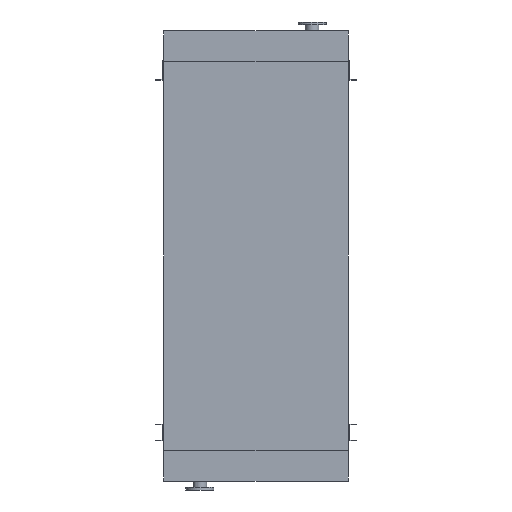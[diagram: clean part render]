
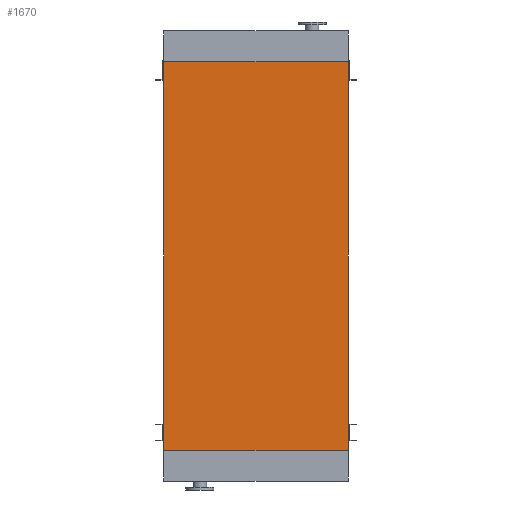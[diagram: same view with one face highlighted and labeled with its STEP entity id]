
A CAD part, front view. The second image highlights one B-rep face of the part: STEP entity #1670.
In plain terms, the highlighted planar face has unit normal (0, -1, 0).
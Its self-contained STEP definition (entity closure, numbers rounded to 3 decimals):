
#168 = ORIENTED_EDGE ( 'NONE', *, *, #12598, .F. ) ;
#314 = EDGE_LOOP ( 'NONE', ( #168, #14898, #12769, #8008 ) ) ;
#921 = VERTEX_POINT ( 'NONE', #13760 ) ;
#1013 = CARTESIAN_POINT ( 'NONE',  ( -725., 0., -3050. ) ) ;
#1670 = ADVANCED_FACE ( 'NONE', ( #8653 ), #14033, .T. ) ;
#2528 = LINE ( 'NONE', #6349, #16290 ) ;
#2784 = LINE ( 'NONE', #7840, #12203 ) ;
#3673 = DIRECTION ( 'NONE',  ( 0., -1., 0. ) ) ;
#3923 = CARTESIAN_POINT ( 'NONE',  ( -725., 0., -3050. ) ) ;
#5325 = DIRECTION ( 'NONE',  ( 1., 0., 0. ) ) ;
#5813 = CARTESIAN_POINT ( 'NONE',  ( -725., 0., -3050. ) ) ;
#6248 = DIRECTION ( 'NONE',  ( 0., 0., -1. ) ) ;
#6349 = CARTESIAN_POINT ( 'NONE',  ( 725., 0., -3050. ) ) ;
#6887 = AXIS2_PLACEMENT_3D ( 'NONE', #3923, #3673, #6248 ) ;
#6988 = LINE ( 'NONE', #1013, #12060 ) ;
#7251 = EDGE_CURVE ( 'NONE', #16285, #7660, #2528, .T. ) ;
#7566 = EDGE_CURVE ( 'NONE', #8104, #921, #6988, .T. ) ;
#7660 = VERTEX_POINT ( 'NONE', #8651 ) ;
#7840 = CARTESIAN_POINT ( 'NONE',  ( -725., 0., 0. ) ) ;
#8008 = ORIENTED_EDGE ( 'NONE', *, *, #7251, .T. ) ;
#8104 = VERTEX_POINT ( 'NONE', #5813 ) ;
#8651 = CARTESIAN_POINT ( 'NONE',  ( 725., 0., 0. ) ) ;
#8653 = FACE_OUTER_BOUND ( 'NONE', #314, .T. ) ;
#9158 = CARTESIAN_POINT ( 'NONE',  ( 725., 0., -3050. ) ) ;
#9806 = VECTOR ( 'NONE', #5325, 1000. ) ;
#9816 = DIRECTION ( 'NONE',  ( 0., 0., 1. ) ) ;
#11460 = EDGE_CURVE ( 'NONE', #8104, #16285, #13035, .T. ) ;
#12060 = VECTOR ( 'NONE', #9816, 1000. ) ;
#12203 = VECTOR ( 'NONE', #12895, 1000. ) ;
#12598 = EDGE_CURVE ( 'NONE', #921, #7660, #2784, .T. ) ;
#12638 = DIRECTION ( 'NONE',  ( 0., 0., 1. ) ) ;
#12769 = ORIENTED_EDGE ( 'NONE', *, *, #11460, .T. ) ;
#12895 = DIRECTION ( 'NONE',  ( 1., 0., 0. ) ) ;
#13035 = LINE ( 'NONE', #13117, #9806 ) ;
#13117 = CARTESIAN_POINT ( 'NONE',  ( -725., 0., -3050. ) ) ;
#13760 = CARTESIAN_POINT ( 'NONE',  ( -725., 0., 0. ) ) ;
#14033 = PLANE ( 'NONE',  #6887 ) ;
#14898 = ORIENTED_EDGE ( 'NONE', *, *, #7566, .F. ) ;
#16285 = VERTEX_POINT ( 'NONE', #9158 ) ;
#16290 = VECTOR ( 'NONE', #12638, 1000. ) ;
